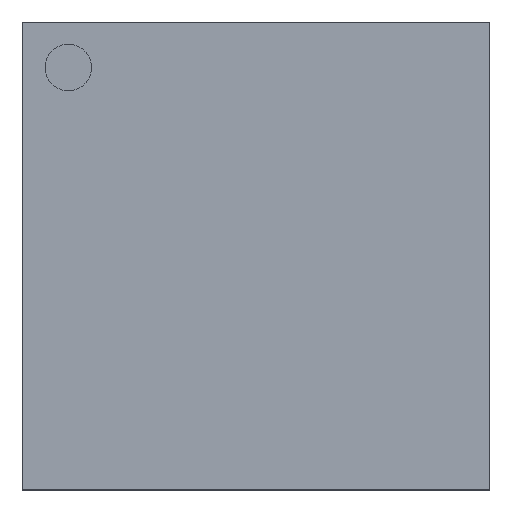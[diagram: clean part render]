
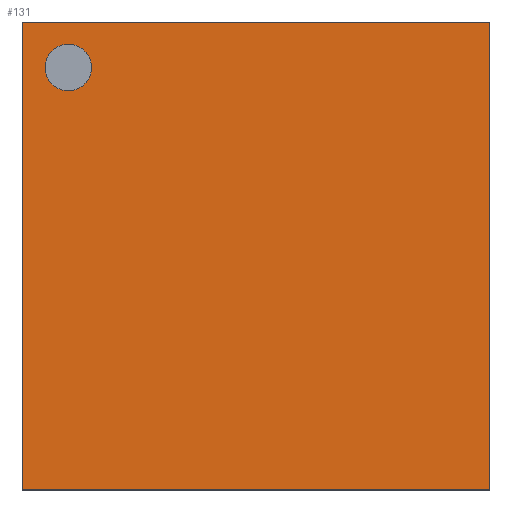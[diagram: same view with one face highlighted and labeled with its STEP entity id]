
A CAD part, top view. The second image highlights one B-rep face of the part: STEP entity #131.
In plain terms, the highlighted planar face has unit normal (0, 0, 1).
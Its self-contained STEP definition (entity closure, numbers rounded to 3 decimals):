
#14=FACE_BOUND('',#39,.T.);
#20=PLANE('',#155);
#30=FACE_OUTER_BOUND('',#38,.T.);
#38=EDGE_LOOP('',(#115,#116,#117,#118));
#39=EDGE_LOOP('',(#119));
#44=LINE('',#207,#57);
#47=LINE('',#213,#60);
#50=LINE('',#219,#63);
#53=LINE('',#223,#66);
#57=VECTOR('',#172,10.);
#60=VECTOR('',#177,10.);
#63=VECTOR('',#182,10.);
#66=VECTOR('',#187,10.);
#68=CIRCLE('',#149,0.349);
#70=VERTEX_POINT('',#196);
#73=VERTEX_POINT('',#204);
#74=VERTEX_POINT('',#206);
#76=VERTEX_POINT('',#212);
#78=VERTEX_POINT('',#218);
#81=EDGE_CURVE('',#70,#70,#68,.T.);
#84=EDGE_CURVE('',#74,#73,#44,.T.);
#87=EDGE_CURVE('',#76,#74,#47,.T.);
#90=EDGE_CURVE('',#78,#76,#50,.T.);
#93=EDGE_CURVE('',#73,#78,#53,.T.);
#115=ORIENTED_EDGE('',*,*,#93,.T.);
#116=ORIENTED_EDGE('',*,*,#90,.T.);
#117=ORIENTED_EDGE('',*,*,#87,.T.);
#118=ORIENTED_EDGE('',*,*,#84,.T.);
#119=ORIENTED_EDGE('',*,*,#81,.T.);
#131=ADVANCED_FACE('',(#30,#14),#20,.T.);
#149=AXIS2_PLACEMENT_3D('',#198,#164,#165);
#155=AXIS2_PLACEMENT_3D('',#224,#188,#189);
#164=DIRECTION('center_axis',(0.,0.,-1.));
#165=DIRECTION('ref_axis',(-1.,0.,0.));
#172=DIRECTION('',(-1.,0.,0.));
#177=DIRECTION('',(0.,1.,0.));
#182=DIRECTION('',(1.,0.,0.));
#187=DIRECTION('',(0.,-1.,0.));
#188=DIRECTION('center_axis',(0.,0.,1.));
#189=DIRECTION('ref_axis',(1.,0.,0.));
#196=CARTESIAN_POINT('',(1.041,6.319,1.));
#198=CARTESIAN_POINT('Origin',(0.692,6.319,1.));
#204=CARTESIAN_POINT('',(0.,7.,1.));
#206=CARTESIAN_POINT('',(7.,7.,1.));
#207=CARTESIAN_POINT('',(7.,7.,1.));
#212=CARTESIAN_POINT('',(7.,0.,1.));
#213=CARTESIAN_POINT('',(7.,0.,1.));
#218=CARTESIAN_POINT('',(0.,0.,1.));
#219=CARTESIAN_POINT('',(0.,0.,1.));
#223=CARTESIAN_POINT('',(0.,7.,1.));
#224=CARTESIAN_POINT('Origin',(3.5,3.5,1.));
